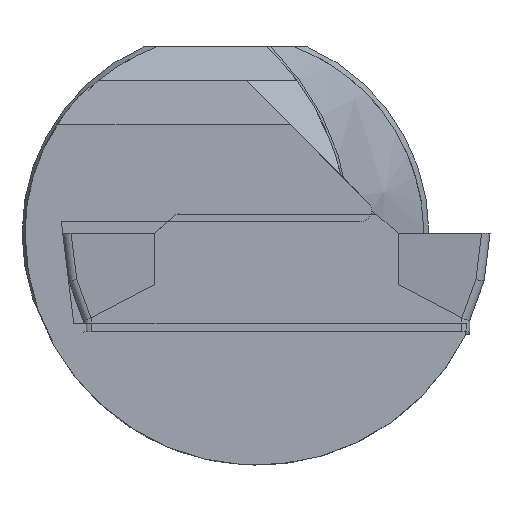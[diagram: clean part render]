
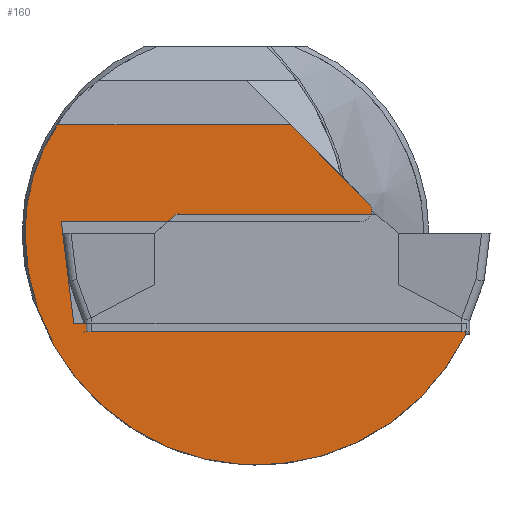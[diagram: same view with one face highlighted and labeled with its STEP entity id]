
A CAD part, left-side view. The second image highlights one B-rep face of the part: STEP entity #160.
In plain terms, the highlighted planar face has unit normal (-1, 0, 0).
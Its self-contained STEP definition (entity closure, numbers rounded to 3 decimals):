
#46=CIRCLE('',#1330,0.6);
#47=CIRCLE('',#1331,9.85);
#48=CIRCLE('',#1332,11.4);
#160=ADVANCED_FACE('',(#268),#215,.T.);
#215=PLANE('',#1333);
#268=FACE_OUTER_BOUND('',#334,.T.);
#334=EDGE_LOOP('',(#598,#599,#600,#601,#602,#603,#604,#605,#606));
#598=ORIENTED_EDGE('',*,*,#975,.F.);
#599=ORIENTED_EDGE('',*,*,#976,.F.);
#600=ORIENTED_EDGE('',*,*,#977,.F.);
#601=ORIENTED_EDGE('',*,*,#978,.F.);
#602=ORIENTED_EDGE('',*,*,#979,.T.);
#603=ORIENTED_EDGE('',*,*,#980,.F.);
#604=ORIENTED_EDGE('',*,*,#981,.F.);
#605=ORIENTED_EDGE('',*,*,#982,.F.);
#606=ORIENTED_EDGE('',*,*,#983,.T.);
#824=VERTEX_POINT('',#2016);
#825=VERTEX_POINT('',#2017);
#826=VERTEX_POINT('',#2019);
#827=VERTEX_POINT('',#2021);
#828=VERTEX_POINT('',#2023);
#829=VERTEX_POINT('',#2025);
#830=VERTEX_POINT('',#2027);
#831=VERTEX_POINT('',#2029);
#832=VERTEX_POINT('',#2031);
#975=EDGE_CURVE('',#824,#825,#1121,.T.);
#976=EDGE_CURVE('',#826,#824,#1122,.T.);
#977=EDGE_CURVE('',#827,#826,#1123,.T.);
#978=EDGE_CURVE('',#828,#827,#46,.T.);
#979=EDGE_CURVE('',#828,#829,#1124,.T.);
#980=EDGE_CURVE('',#830,#829,#1125,.T.);
#981=EDGE_CURVE('',#831,#830,#47,.T.);
#982=EDGE_CURVE('',#832,#831,#48,.T.);
#983=EDGE_CURVE('',#832,#825,#1126,.T.);
#1121=LINE('',#2015,#1228);
#1122=LINE('',#2018,#1229);
#1123=LINE('',#2020,#1230);
#1124=LINE('',#2024,#1231);
#1125=LINE('',#2026,#1232);
#1126=LINE('',#2032,#1233);
#1228=VECTOR('',#1590,1.);
#1229=VECTOR('',#1591,1.);
#1230=VECTOR('',#1592,1.);
#1231=VECTOR('',#1595,1.);
#1232=VECTOR('',#1596,1.);
#1233=VECTOR('',#1601,1.);
#1330=AXIS2_PLACEMENT_3D('',#2022,#1593,#1594);
#1331=AXIS2_PLACEMENT_3D('',#2028,#1597,#1598);
#1332=AXIS2_PLACEMENT_3D('',#2030,#1599,#1600);
#1333=AXIS2_PLACEMENT_3D('',#2033,#1602,#1603);
#1590=DIRECTION('',(0.,-1.,0.));
#1591=DIRECTION('',(0.,-0.122,-0.993));
#1592=DIRECTION('',(0.,1.,0.));
#1593=DIRECTION('',(1.,0.,0.));
#1594=DIRECTION('',(0.,0.,1.));
#1595=DIRECTION('',(0.,0.707,0.707));
#1596=DIRECTION('',(0.,-1.,0.));
#1597=DIRECTION('',(1.,0.,0.));
#1598=DIRECTION('',(0.,0.,1.));
#1599=DIRECTION('',(1.,0.,0.));
#1600=DIRECTION('',(0.,0.,1.));
#1601=DIRECTION('',(0.,-0.122,0.993));
#1602=DIRECTION('',(-1.,0.,0.));
#1603=DIRECTION('',(0.,0.,1.));
#2015=CARTESIAN_POINT('',(0.325,0.,-4.451));
#2016=CARTESIAN_POINT('',(0.325,7.453,-4.451));
#2017=CARTESIAN_POINT('',(0.325,-11.855,-4.451));
#2018=CARTESIAN_POINT('',(0.325,7.881,-0.968));
#2019=CARTESIAN_POINT('',(0.325,8.068,0.551));
#2020=CARTESIAN_POINT('',(0.325,0.,0.551));
#2021=CARTESIAN_POINT('',(0.325,-6.591,0.551));
#2022=CARTESIAN_POINT('',(0.325,-6.591,1.151));
#2023=CARTESIAN_POINT('',(0.325,-7.15,1.37));
#2024=CARTESIAN_POINT('',(0.325,-4.26,4.26));
#2025=CARTESIAN_POINT('',(0.325,-3.2,5.32));
#2026=CARTESIAN_POINT('',(0.325,0.,5.32));
#2027=CARTESIAN_POINT('',(0.325,8.29,5.32));
#2028=CARTESIAN_POINT('',(0.325,0.,0.));
#2029=CARTESIAN_POINT('',(0.325,9.85,0.));
#2030=CARTESIAN_POINT('',(0.325,-1.55,0.));
#2031=CARTESIAN_POINT('',(0.325,-11.785,-5.021));
#2032=CARTESIAN_POINT('',(0.325,-12.217,-1.5));
#2033=CARTESIAN_POINT('',(0.325,0.,0.));
